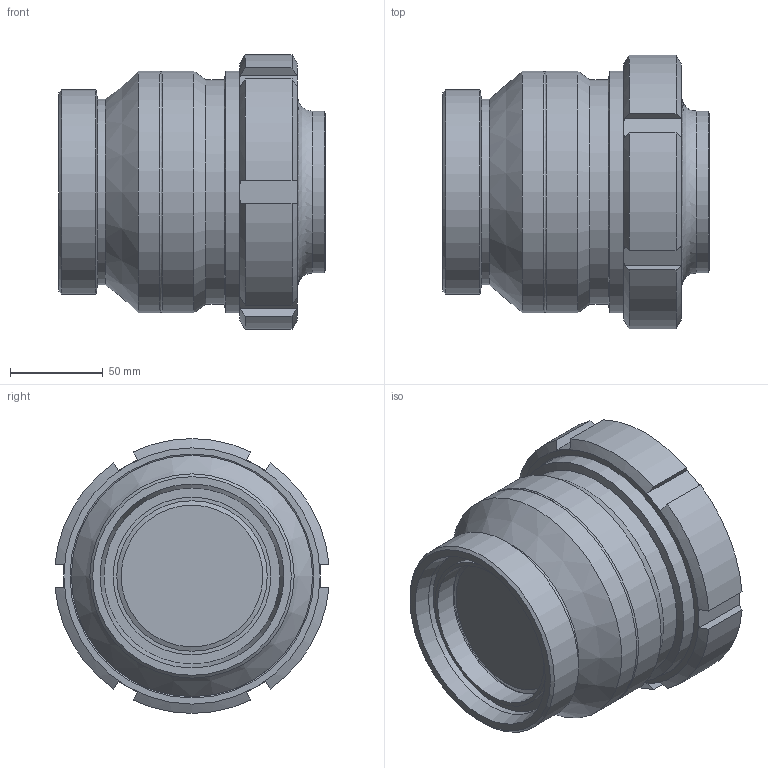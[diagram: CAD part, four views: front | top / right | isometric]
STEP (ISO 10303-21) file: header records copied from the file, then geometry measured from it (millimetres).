
FILE_DESCRIPTION((''),'2;1');
FILE_NAME('65000080X300.stp','2010-09-09T08:36:46',('Creator'),(''),'Autodesk Inventor 2010','Autodesk Inventor 2010','');
FILE_SCHEMA(('AUTOMOTIVE_DESIGN { 1 0 10303 214 1 1 1 1 }'));
Length unit declared in the file: millimetre
Products named in the file (1): 65000080X300
Bounding box: 143.5 x 147.51 x 148 mm (x, y, z)
Surface area: 224317.7 mm2 (no closed solid volume)
Topology: 0 solids, 7 shells, 149 faces, 329 edges, 204 vertices
Faces by surface type: cylinder 58, plane 50, cone 34, bspline 4, torus 3
Full cylindrical faces by diameter (mm): 15 x2, 27 x2, 81 x2, 85 x1, 87 x1, 93 x1, 94.8 x1, 95 x1, 100 x1, 100.5 x1, 104 x2, 104.3 x1, 110 x1, 113.8 x1, 114 x2, 115 x1, 120 x1, 121 x1, 124.29 x1, 129.99 x2, 130 x1, 130.4 x1
Entity records: 16086 total; most frequent: CARTESIAN_POINT 12996, DIRECTION 660, ORIENTED_EDGE 542, AXIS2_PLACEMENT_3D 294, EDGE_CURVE 271, EDGE_LOOP 233, VERTEX_POINT 202, FACE_OUTER_BOUND 149
